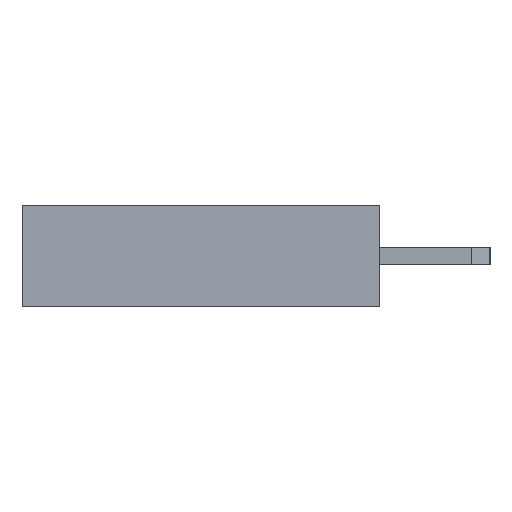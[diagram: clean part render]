
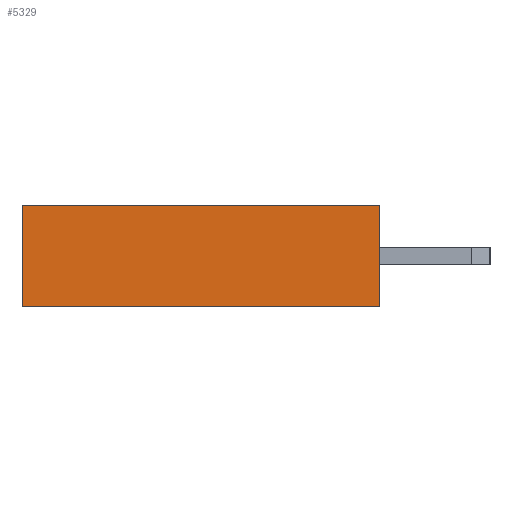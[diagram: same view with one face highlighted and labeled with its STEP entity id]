
A CAD part, left-side view. The second image highlights one B-rep face of the part: STEP entity #5329.
In plain terms, the highlighted planar face has unit normal (-1, 0, 0).
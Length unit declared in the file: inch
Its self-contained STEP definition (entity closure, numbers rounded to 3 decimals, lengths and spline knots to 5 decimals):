
#1155=ORIENTED_EDGE('',*,*,#2174,.T.);
#1156=ORIENTED_EDGE('',*,*,#1901,.F.);
#1157=ORIENTED_EDGE('',*,*,#2209,.F.);
#1158=ORIENTED_EDGE('',*,*,#1893,.T.);
#1893=EDGE_CURVE('',#2526,#2525,#3123,.T.);
#1901=EDGE_CURVE('',#2533,#2534,#3131,.T.);
#2174=EDGE_CURVE('',#2525,#2534,#3404,.T.);
#2209=EDGE_CURVE('',#2526,#2533,#3439,.T.);
#2525=VERTEX_POINT('',#7750);
#2526=VERTEX_POINT('',#7752);
#2533=VERTEX_POINT('',#7767);
#2534=VERTEX_POINT('',#7769);
#3123=LINE('',#7751,#3861);
#3131=LINE('',#7768,#3869);
#3404=LINE('',#8313,#4142);
#3439=LINE('',#8366,#4177);
#3861=VECTOR('',#6320,39.37008);
#3869=VECTOR('',#6330,39.37008);
#4142=VECTOR('',#6741,39.37008);
#4177=VECTOR('',#6812,39.37008);
#4443=EDGE_LOOP('',(#1155,#1156,#1157,#1158));
#4761=FACE_BOUND('',#4443,.T.);
#5062=PLANE('',#5623);
#5329=ADVANCED_FACE('',(#4761),#5062,.F.);
#5623=AXIS2_PLACEMENT_3D('',#8365,#6810,#6811);
#6320=DIRECTION('',(0.,-1.,0.));
#6330=DIRECTION('',(0.,-1.,0.));
#6741=DIRECTION('',(0.,0.,1.));
#6810=DIRECTION('',(1.,0.,0.));
#6811=DIRECTION('',(0.,0.,-1.));
#6812=DIRECTION('',(0.,0.,1.));
#7750=CARTESIAN_POINT('',(-0.86,0.,-0.0475));
#7751=CARTESIAN_POINT('',(-0.86,0.335,-0.0475));
#7752=CARTESIAN_POINT('',(-0.86,0.335,-0.0475));
#7767=CARTESIAN_POINT('',(-0.86,0.335,0.0475));
#7768=CARTESIAN_POINT('',(-0.86,0.335,0.0475));
#7769=CARTESIAN_POINT('',(-0.86,0.,0.0475));
#8313=CARTESIAN_POINT('',(-0.86,0.,-0.0475));
#8365=CARTESIAN_POINT('',(-0.86,0.335,-0.0475));
#8366=CARTESIAN_POINT('',(-0.86,0.335,-0.0475));
